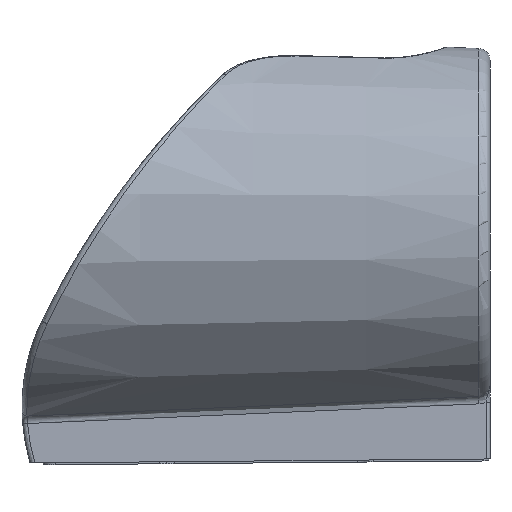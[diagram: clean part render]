
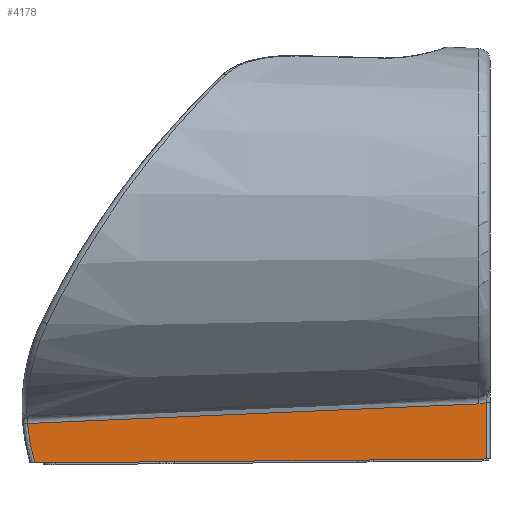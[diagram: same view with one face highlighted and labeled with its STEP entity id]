
A CAD part, left-side view. The second image highlights one B-rep face of the part: STEP entity #4178.
In plain terms, the highlighted planar face has unit normal (-1, -0.009, 0).
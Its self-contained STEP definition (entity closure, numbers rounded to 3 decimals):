
#57 = ORIENTED_EDGE ( 'NONE', *, *, #4247, .T. ) ;
#330 = CARTESIAN_POINT ( 'NONE',  ( -16.501, 114.738, -59.001 ) ) ;
#729 = ORIENTED_EDGE ( 'NONE', *, *, #5567, .T. ) ;
#860 = CARTESIAN_POINT ( 'NONE',  ( -15.511, 1.271, -43.801 ) ) ;
#1111 = AXIS2_PLACEMENT_3D ( 'NONE', #9422, #11368, #5740 ) ;
#1200 = CARTESIAN_POINT ( 'NONE',  ( -16.518, 116.62, -49.063 ) ) ;
#1592 = B_SPLINE_CURVE_WITH_KNOTS ( 'NONE', 3,
 ( #7416, #860, #8369, #2755, #9317, #3698 ),
 .UNSPECIFIED., .F., .F.,
 ( 4, 2, 4 ),
 ( 0.001, 0.002, 0.003 ),
 .UNSPECIFIED. ) ;
#1721 = EDGE_CURVE ( 'NONE', #5063, #6806, #5014, .T. ) ;
#2064 = CARTESIAN_POINT ( 'NONE',  ( -16.353, 97.739, -48.244 ) ) ;
#2104 = CARTESIAN_POINT ( 'NONE',  ( -16.518, 116.62, -49.063 ) ) ;
#2738 = FACE_OUTER_BOUND ( 'NONE', #4992, .T. ) ;
#2755 = CARTESIAN_POINT ( 'NONE',  ( -15.519, 2.174, -44.059 ) ) ;
#2806 = B_SPLINE_CURVE_WITH_KNOTS ( 'NONE', 3,
 ( #6630, #10504, #7674, #2064, #8630, #3016, #9575 ),
 .UNSPECIFIED., .F., .F.,
 ( 4, 3, 4 ),
 ( 0., 0.095, 0.114 ),
 .UNSPECIFIED. ) ;
#3016 = CARTESIAN_POINT ( 'NONE',  ( -16.463, 110.327, -48.79 ) ) ;
#3056 = CARTESIAN_POINT ( 'NONE',  ( -16.501, 114.738, -59.001 ) ) ;
#3203 = CARTESIAN_POINT ( 'NONE',  ( -15.509, 0.991, -58.009 ) ) ;
#3698 = CARTESIAN_POINT ( 'NONE',  ( -15.524, 2.799, -44.118 ) ) ;
#4178 = ADVANCED_FACE ( 'NONE', ( #2738 ), #4804, .T. ) ;
#4247 = EDGE_CURVE ( 'NONE', #10313, #5001, #11471, .T. ) ;
#4715 = VECTOR ( 'NONE', #5650, 1000. ) ;
#4804 = PLANE ( 'NONE',  #1111 ) ;
#4992 = EDGE_LOOP ( 'NONE', ( #8483, #57, #729, #11319, #7826 ) ) ;
#5001 = VERTEX_POINT ( 'NONE', #330 ) ;
#5014 = LINE ( 'NONE', #11284, #4715 ) ;
#5063 = VERTEX_POINT ( 'NONE', #3203 ) ;
#5567 = EDGE_CURVE ( 'NONE', #5001, #5063, #6834, .T. ) ;
#5570 = CARTESIAN_POINT ( 'NONE',  ( -15.524, 2.799, -44.118 ) ) ;
#5650 = DIRECTION ( 'NONE',  ( 0., 0., 1. ) ) ;
#5740 = DIRECTION ( 'NONE',  ( 0.009, -1., 0. ) ) ;
#6004 = DIRECTION ( 'NONE',  ( 0.009, -1., 0.009 ) ) ;
#6630 = CARTESIAN_POINT ( 'NONE',  ( -15.524, 2.799, -44.118 ) ) ;
#6806 = VERTEX_POINT ( 'NONE', #8359 ) ;
#6834 = LINE ( 'NONE', #11648, #11859 ) ;
#7416 = CARTESIAN_POINT ( 'NONE',  ( -15.509, 0.991, -43.668 ) ) ;
#7674 = CARTESIAN_POINT ( 'NONE',  ( -16.077, 66.093, -46.87 ) ) ;
#7722 = CARTESIAN_POINT ( 'NONE',  ( -16.515, 116.338, -52.435 ) ) ;
#7826 = ORIENTED_EDGE ( 'NONE', *, *, #10787, .T. ) ;
#8359 = CARTESIAN_POINT ( 'NONE',  ( -15.509, 0.991, -43.668 ) ) ;
#8369 = CARTESIAN_POINT ( 'NONE',  ( -15.514, 1.563, -43.906 ) ) ;
#8483 = ORIENTED_EDGE ( 'NONE', *, *, #11198, .T. ) ;
#8630 = CARTESIAN_POINT ( 'NONE',  ( -16.408, 104.033, -48.517 ) ) ;
#8676 = CARTESIAN_POINT ( 'NONE',  ( -16.51, 115.709, -55.76 ) ) ;
#9317 = CARTESIAN_POINT ( 'NONE',  ( -15.522, 2.485, -44.105 ) ) ;
#9422 = CARTESIAN_POINT ( 'NONE',  ( -15.5, 0., 0. ) ) ;
#9575 = CARTESIAN_POINT ( 'NONE',  ( -16.518, 116.62, -49.063 ) ) ;
#10313 = VERTEX_POINT ( 'NONE', #1200 ) ;
#10504 = CARTESIAN_POINT ( 'NONE',  ( -15.801, 34.446, -45.495 ) ) ;
#10787 = EDGE_CURVE ( 'NONE', #6806, #11890, #1592, .T. ) ;
#11198 = EDGE_CURVE ( 'NONE', #11890, #10313, #2806, .T. ) ;
#11284 = CARTESIAN_POINT ( 'NONE',  ( -15.509, 0.991, -43.041 ) ) ;
#11319 = ORIENTED_EDGE ( 'NONE', *, *, #1721, .T. ) ;
#11368 = DIRECTION ( 'NONE',  ( -1., -0.009, 0. ) ) ;
#11471 =( BOUNDED_CURVE ( )  B_SPLINE_CURVE ( 3, ( #2104, #7722, #8676, #3056 ),
 .UNSPECIFIED., .F., .F. ) 
 B_SPLINE_CURVE_WITH_KNOTS ( ( 4, 4 ),
 ( 3.225, 3.433 ),
 .UNSPECIFIED. ) 
 CURVE ( )  GEOMETRIC_REPRESENTATION_ITEM ( )  RATIONAL_B_SPLINE_CURVE ( ( 1., 0.996, 0.996, 1. ) ) 
 REPRESENTATION_ITEM ( '' )  );
#11648 = CARTESIAN_POINT ( 'NONE',  ( -15.496, -0.506, -57.996 ) ) ;
#11859 = VECTOR ( 'NONE', #6004, 1000. ) ;
#11890 = VERTEX_POINT ( 'NONE', #5570 ) ;
